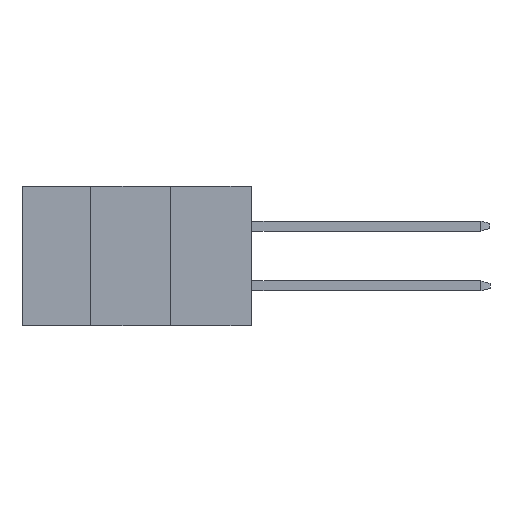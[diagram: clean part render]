
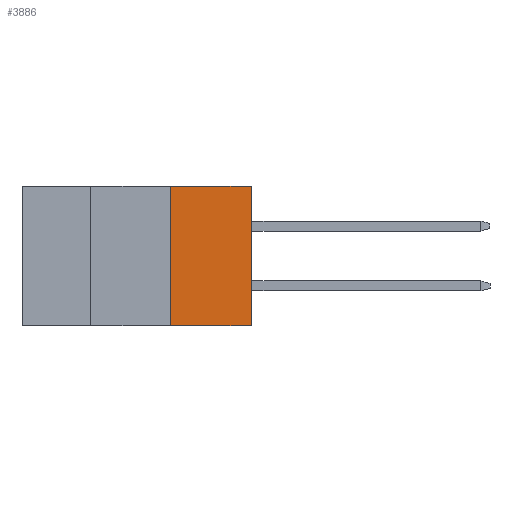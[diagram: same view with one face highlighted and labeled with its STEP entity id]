
A CAD part, left-side view. The second image highlights one B-rep face of the part: STEP entity #3886.
In plain terms, the highlighted planar face has unit normal (-1, 0, 0).
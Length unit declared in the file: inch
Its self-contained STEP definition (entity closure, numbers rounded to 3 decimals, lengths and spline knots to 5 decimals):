
#326 = DIRECTION ( 'NONE',  ( 0., 0., -1. ) ) ;
#369 = EDGE_CURVE ( 'NONE', #5159, #9229, #10779, .T. ) ;
#2650 = CARTESIAN_POINT ( 'NONE',  ( 0.4265, 0.254, -0.437 ) ) ;
#2761 = VECTOR ( 'NONE', #5752, 39.37008 ) ;
#2795 = VECTOR ( 'NONE', #19616, 39.37008 ) ;
#3519 = CARTESIAN_POINT ( 'NONE',  ( 0.4265, 0.254, -0.437 ) ) ;
#3751 = ORIENTED_EDGE ( 'NONE', *, *, #5886, .F. ) ;
#3886 = ADVANCED_FACE ( 'NONE', ( #19808 ), #18049, .F. ) ;
#3943 = EDGE_CURVE ( 'NONE', #18699, #5159, #16889, .T. ) ;
#4940 = ORIENTED_EDGE ( 'NONE', *, *, #369, .T. ) ;
#5159 = VERTEX_POINT ( 'NONE', #15582 ) ;
#5752 = DIRECTION ( 'NONE',  ( 0., 0., 1. ) ) ;
#5886 = EDGE_CURVE ( 'NONE', #18699, #19471, #17001, .T. ) ;
#6897 = ORIENTED_EDGE ( 'NONE', *, *, #3943, .T. ) ;
#7500 = DIRECTION ( 'NONE',  ( 0., -1., 0. ) ) ;
#8344 = DIRECTION ( 'NONE',  ( 1., 0., 0. ) ) ;
#9214 = CARTESIAN_POINT ( 'NONE',  ( 0.4265, 0., -0.437 ) ) ;
#9229 = VERTEX_POINT ( 'NONE', #12572 ) ;
#9932 = LINE ( 'NONE', #16378, #2795 ) ;
#10083 = VECTOR ( 'NONE', #12336, 39.37008 ) ;
#10779 = LINE ( 'NONE', #9214, #2761 ) ;
#10967 = CARTESIAN_POINT ( 'NONE',  ( 0.4265, 0.254, 0. ) ) ;
#12336 = DIRECTION ( 'NONE',  ( 0., 0., 1. ) ) ;
#12572 = CARTESIAN_POINT ( 'NONE',  ( 0.4265, 0., 0. ) ) ;
#12599 = ORIENTED_EDGE ( 'NONE', *, *, #19171, .F. ) ;
#15582 = CARTESIAN_POINT ( 'NONE',  ( 0.4265, 0., -0.437 ) ) ;
#15682 = EDGE_LOOP ( 'NONE', ( #4940, #12599, #3751, #6897 ) ) ;
#16378 = CARTESIAN_POINT ( 'NONE',  ( 0.4265, 0.254, 0. ) ) ;
#16496 = CARTESIAN_POINT ( 'NONE',  ( 0.4265, 0.254, -0.437 ) ) ;
#16889 = LINE ( 'NONE', #20031, #19289 ) ;
#17001 = LINE ( 'NONE', #2650, #10083 ) ;
#18049 = PLANE ( 'NONE',  #20293 ) ;
#18699 = VERTEX_POINT ( 'NONE', #16496 ) ;
#19171 = EDGE_CURVE ( 'NONE', #19471, #9229, #9932, .T. ) ;
#19289 = VECTOR ( 'NONE', #7500, 39.37008 ) ;
#19471 = VERTEX_POINT ( 'NONE', #10967 ) ;
#19616 = DIRECTION ( 'NONE',  ( 0., -1., 0. ) ) ;
#19808 = FACE_OUTER_BOUND ( 'NONE', #15682, .T. ) ;
#20031 = CARTESIAN_POINT ( 'NONE',  ( 0.4265, 0.254, -0.437 ) ) ;
#20293 = AXIS2_PLACEMENT_3D ( 'NONE', #3519, #8344, #326 ) ;
